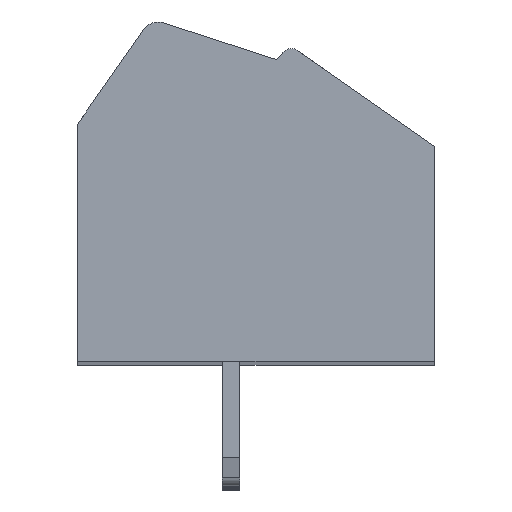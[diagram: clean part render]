
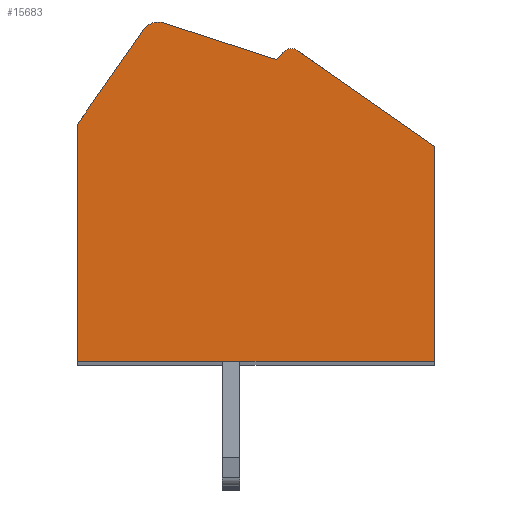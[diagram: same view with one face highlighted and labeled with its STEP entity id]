
A CAD part, top view. The second image highlights one B-rep face of the part: STEP entity #15683.
In plain terms, the highlighted planar face has unit normal (0, 0, 1).
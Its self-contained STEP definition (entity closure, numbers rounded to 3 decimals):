
#1341=DIRECTION('',(-0.951,0.309,0.));
#1342=VECTOR('',#1341,3.333);
#1343=CARTESIAN_POINT('',(0.588,3.695,1.75));
#1344=LINE('',#1343,#1342);
#1345=DIRECTION('',(-0.638,-0.77,0.));
#1346=VECTOR('',#1345,0.262);
#1347=CARTESIAN_POINT('',(0.755,3.897,1.75));
#1348=LINE('',#1347,#1346);
#1349=CARTESIAN_POINT('',(0.986,3.706,1.75));
#1350=DIRECTION('',(0.,0.,1.));
#1351=DIRECTION('',(0.574,0.819,0.));
#1352=AXIS2_PLACEMENT_3D('',#1349,#1350,#1351);
#1354=DIRECTION('',(-0.819,0.574,0.));
#1355=VECTOR('',#1354,4.691);
#1356=CARTESIAN_POINT('',(5.,1.261,1.75));
#1357=LINE('',#1356,#1355);
#1358=DIRECTION('',(0.,1.,0.));
#1359=VECTOR('',#1358,6.011);
#1360=CARTESIAN_POINT('',(5.,-4.75,1.75));
#1361=LINE('',#1360,#1359);
#1362=DIRECTION('',(1.,0.,0.));
#1363=VECTOR('',#1362,10.);
#1364=CARTESIAN_POINT('',(-5.,-4.75,1.75));
#1365=LINE('',#1364,#1363);
#1366=DIRECTION('',(0.,-1.,0.));
#1367=VECTOR('',#1366,6.64);
#1368=CARTESIAN_POINT('',(-5.,1.89,1.75));
#1369=LINE('',#1368,#1367);
#1370=DIRECTION('',(-0.574,-0.819,0.));
#1371=VECTOR('',#1370,3.231);
#1372=CARTESIAN_POINT('',(-3.147,4.537,1.75));
#1373=LINE('',#1372,#1371);
#1374=CARTESIAN_POINT('',(-2.737,4.25,1.75));
#1375=DIRECTION('',(0.,0.,1.));
#1376=DIRECTION('',(0.309,0.951,0.));
#1377=AXIS2_PLACEMENT_3D('',#1374,#1375,#1376);
#11239=CARTESIAN_POINT('',(0.588,3.695,1.75));
#11240=CARTESIAN_POINT('',(-2.583,4.726,1.75));
#11241=VERTEX_POINT('',#11239);
#11242=VERTEX_POINT('',#11240);
#11243=CARTESIAN_POINT('',(-3.147,4.537,1.75));
#11244=VERTEX_POINT('',#11243);
#11245=CARTESIAN_POINT('',(-5.,1.89,1.75));
#11246=VERTEX_POINT('',#11245);
#11247=CARTESIAN_POINT('',(-5.,-4.75,1.75));
#11248=VERTEX_POINT('',#11247);
#11249=CARTESIAN_POINT('',(5.,-4.75,1.75));
#11250=VERTEX_POINT('',#11249);
#11251=CARTESIAN_POINT('',(5.,1.261,1.75));
#11252=VERTEX_POINT('',#11251);
#11253=CARTESIAN_POINT('',(1.158,3.951,1.75));
#11254=VERTEX_POINT('',#11253);
#11255=CARTESIAN_POINT('',(0.755,3.897,1.75));
#11256=VERTEX_POINT('',#11255);
#15667=CARTESIAN_POINT('',(0.,0.,1.75));
#15668=DIRECTION('',(0.,0.,1.));
#15669=DIRECTION('',(1.,0.,0.));
#15670=AXIS2_PLACEMENT_3D('',#15667,#15668,#15669);
#15671=PLANE('',#15670);
#15672=ORIENTED_EDGE('',*,*,#14675,.F.);
#15673=ORIENTED_EDGE('',*,*,#14690,.F.);
#15674=ORIENTED_EDGE('',*,*,#14704,.F.);
#15675=ORIENTED_EDGE('',*,*,#14718,.F.);
#15676=ORIENTED_EDGE('',*,*,#14922,.F.);
#15677=ORIENTED_EDGE('',*,*,#15126,.F.);
#15678=ORIENTED_EDGE('',*,*,#15330,.F.);
#15679=ORIENTED_EDGE('',*,*,#15534,.F.);
#15680=ORIENTED_EDGE('',*,*,#15661,.F.);
#15681=EDGE_LOOP('',(#15672,#15673,#15674,#15675,#15676,#15677,#15678,#15679,
#15680));
#15682=FACE_OUTER_BOUND('',#15681,.F.);
#1353=CIRCLE('',#1352,0.3);
#1378=CIRCLE('',#1377,0.5);
#14675=EDGE_CURVE('',#11241,#11242,#1344,.T.);
#14690=EDGE_CURVE('',#11256,#11241,#1348,.T.);
#14704=EDGE_CURVE('',#11254,#11256,#1353,.T.);
#14718=EDGE_CURVE('',#11252,#11254,#1357,.T.);
#14922=EDGE_CURVE('',#11250,#11252,#1361,.T.);
#15126=EDGE_CURVE('',#11248,#11250,#1365,.T.);
#15330=EDGE_CURVE('',#11246,#11248,#1369,.T.);
#15534=EDGE_CURVE('',#11244,#11246,#1373,.T.);
#15661=EDGE_CURVE('',#11242,#11244,#1378,.T.);
#15683=ADVANCED_FACE('',(#15682),#15671,.T.);
